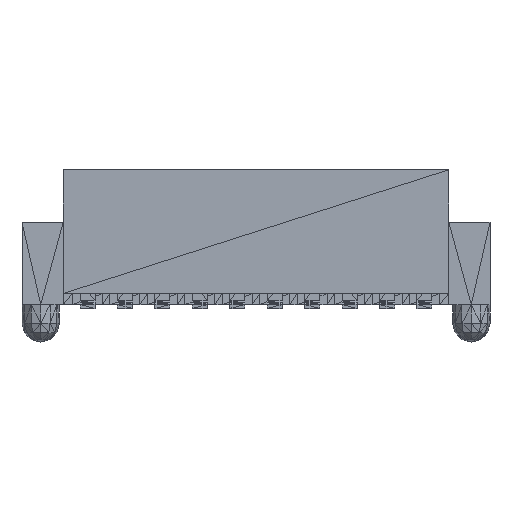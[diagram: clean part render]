
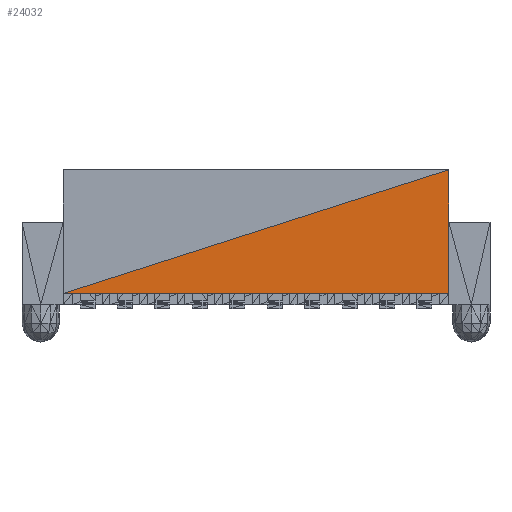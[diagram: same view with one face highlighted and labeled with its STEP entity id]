
A CAD part, top view. The second image highlights one B-rep face of the part: STEP entity #24032.
In plain terms, the highlighted planar face has unit normal (0, 0, 1).
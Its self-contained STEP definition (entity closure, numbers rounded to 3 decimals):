
#1440=FACE_OUTER_BOUND('',#3488,.T.);
#3488=EDGE_LOOP('',(#18686,#18687,#18688));
#5937=LINE('',#37553,#9019);
#5941=LINE('',#37561,#9023);
#6306=LINE('',#38289,#9388);
#9019=VECTOR('',#30916,25.2);
#9023=VECTOR('',#30924,25.2);
#9388=VECTOR('',#31763,25.2);
#10918=VERTEX_POINT('',#37543);
#10919=VERTEX_POINT('',#37547);
#10921=VERTEX_POINT('',#37559);
#13139=EDGE_CURVE('',#10918,#10919,#5937,.T.);
#13143=EDGE_CURVE('',#10918,#10921,#5941,.T.);
#13508=EDGE_CURVE('',#10919,#10921,#6306,.T.);
#18686=ORIENTED_EDGE('',*,*,#13143,.F.);
#18687=ORIENTED_EDGE('',*,*,#13139,.T.);
#18688=ORIENTED_EDGE('',*,*,#13508,.T.);
#21984=PLANE('',#26095);
#24032=ADVANCED_FACE('',(#1440),#21984,.T.);
#26095=AXIS2_PLACEMENT_3D('',#38288,#31761,#31762);
#30916=DIRECTION('',(1.,0.,0.));
#30924=DIRECTION('',(0.952,0.305,0.));
#31761=DIRECTION('center_axis',(0.,0.,1.));
#31762=DIRECTION('ref_axis',(1.,0.,0.));
#31763=DIRECTION('',(0.,1.,0.));
#37543=CARTESIAN_POINT('',(-6.489,0.378,1.512));
#37547=CARTESIAN_POINT('',(6.489,0.378,1.512));
#37553=CARTESIAN_POINT('',(-6.489,0.378,1.512));
#37559=CARTESIAN_POINT('',(6.489,4.536,1.512));
#37561=CARTESIAN_POINT('',(-6.489,0.378,1.512));
#38288=CARTESIAN_POINT('Origin',(6.489,0.378,1.512));
#38289=CARTESIAN_POINT('',(6.489,0.378,1.512));
